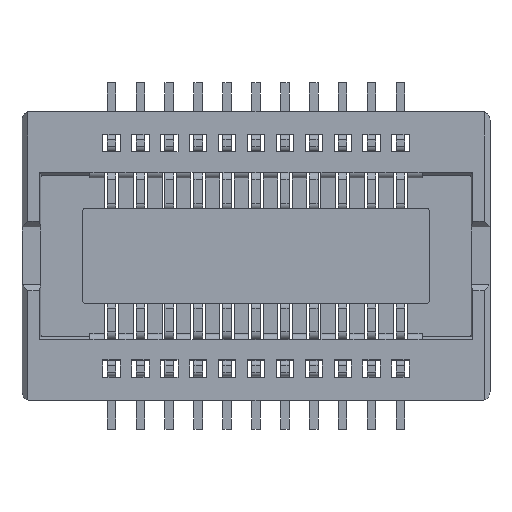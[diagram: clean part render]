
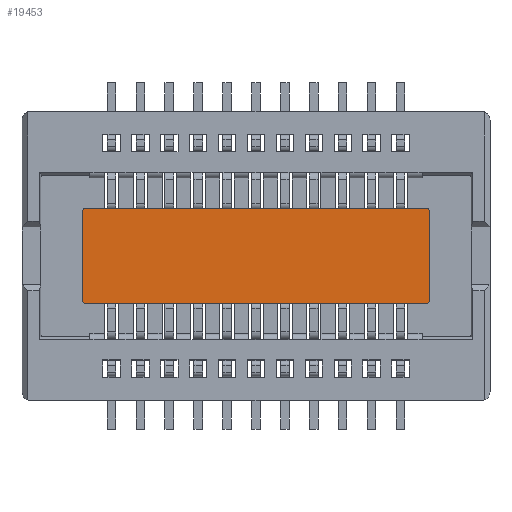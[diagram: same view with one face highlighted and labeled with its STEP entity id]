
A CAD part, top view. The second image highlights one B-rep face of the part: STEP entity #19453.
In plain terms, the highlighted planar face has unit normal (0, 0, 1).
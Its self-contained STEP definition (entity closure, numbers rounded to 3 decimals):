
#13=DIRECTION('',(0.,0.,1.));
#28=VECTOR('',#29,1.);
#29=DIRECTION('',(-1.,0.,0.));
#43=VECTOR('',#44,1.);
#44=DIRECTION('',(1.,0.,0.));
#52=DIRECTION('',(0.,1.,0.));
#64=DIRECTION('',(0.,-1.,0.));
#122=VECTOR('',#52,1.);
#157=VECTOR('',#64,1.);
#693=DIRECTION('',(0.,0.,-1.));
#7841=DIRECTION('',(0.,-0.,1.));
#7911=EDGE_CURVE('',#7912,#7914,#7916,.T.);
#7912=VERTEX_POINT('',#7913);
#7913=CARTESIAN_POINT('',(-2.95,-0.825,1.15));
#7914=VERTEX_POINT('',#7915);
#7915=CARTESIAN_POINT('',(2.95,-0.825,1.15));
#7916=LINE('',#7917,#43);
#7917=CARTESIAN_POINT('',(-3.,-0.825,1.15));
#19307=EDGE_CURVE('',#19308,#19310,#19312,.T.);
#19308=VERTEX_POINT('',#19309);
#19309=CARTESIAN_POINT('',(2.95,0.825,1.15));
#19310=VERTEX_POINT('',#19311);
#19311=CARTESIAN_POINT('',(-2.95,0.825,1.15));
#19312=LINE('',#19313,#28);
#19313=CARTESIAN_POINT('',(3.,0.825,1.15));
#19413=ORIENTED_EDGE('',*,*,#19414,.T.);
#19414=EDGE_CURVE('',#19310,#19415,#19417,.T.);
#19415=VERTEX_POINT('',#19416);
#19416=CARTESIAN_POINT('',(-3.,0.775,1.15));
#19417=CIRCLE('',#19418,0.05);
#19418=AXIS2_PLACEMENT_3D('',#19419,#7841,#52);
#19419=CARTESIAN_POINT('',(-2.95,0.775,1.15));
#19429=EDGE_CURVE('',#19415,#19430,#19432,.T.);
#19430=VERTEX_POINT('',#19431);
#19431=CARTESIAN_POINT('',(-3.,-0.775,1.15));
#19432=LINE('',#19433,#157);
#19433=CARTESIAN_POINT('',(-3.,0.825,1.15));
#19444=EDGE_CURVE('',#7912,#19430,#19445,.T.);
#19445=CIRCLE('',#19446,0.05);
#19446=AXIS2_PLACEMENT_3D('',#19447,#693,#52);
#19447=CARTESIAN_POINT('',(-2.95,-0.775,1.15));
#19453=ADVANCED_FACE('',(#19454),#19478,.T.);
#19454=FACE_BOUND('',#19455,.T.);
#19455=EDGE_LOOP('',(#19456,#19457,#19464,#19470,#19475,#19413,#19476,#19477));
#19456=ORIENTED_EDGE('',*,*,#7911,.T.);
#19457=ORIENTED_EDGE('',*,*,#19458,.T.);
#19458=EDGE_CURVE('',#7914,#19459,#19461,.T.);
#19459=VERTEX_POINT('',#19460);
#19460=CARTESIAN_POINT('',(3.,-0.775,1.15));
#19461=CIRCLE('',#19462,0.05);
#19462=AXIS2_PLACEMENT_3D('',#19463,#7841,#52);
#19463=CARTESIAN_POINT('',(2.95,-0.775,1.15));
#19464=ORIENTED_EDGE('',*,*,#19465,.T.);
#19465=EDGE_CURVE('',#19459,#19466,#19468,.T.);
#19466=VERTEX_POINT('',#19467);
#19467=CARTESIAN_POINT('',(3.,0.775,1.15));
#19468=LINE('',#19469,#122);
#19469=CARTESIAN_POINT('',(3.,-0.825,1.15));
#19470=ORIENTED_EDGE('',*,*,#19471,.T.);
#19471=EDGE_CURVE('',#19466,#19308,#19472,.T.);
#19472=CIRCLE('',#19473,0.05);
#19473=AXIS2_PLACEMENT_3D('',#19474,#7841,#52);
#19474=CARTESIAN_POINT('',(2.95,0.775,1.15));
#19475=ORIENTED_EDGE('',*,*,#19307,.T.);
#19476=ORIENTED_EDGE('',*,*,#19429,.T.);
#19477=ORIENTED_EDGE('',*,*,#19444,.F.);
#19478=PLANE('',#19479);
#19479=AXIS2_PLACEMENT_3D('',#19480,#13,#44);
#19480=CARTESIAN_POINT('',(0.,0.,1.15));
